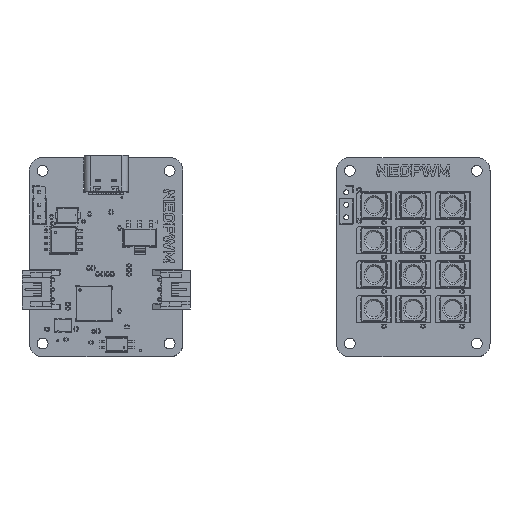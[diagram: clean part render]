
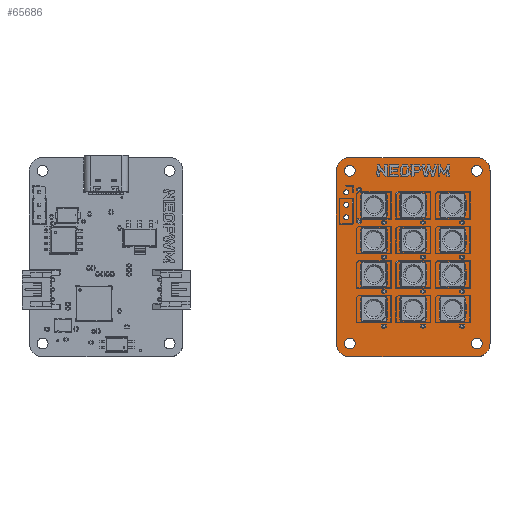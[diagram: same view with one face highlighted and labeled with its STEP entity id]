
A CAD part, top view. The second image highlights one B-rep face of the part: STEP entity #65686.
In plain terms, the highlighted planar face has unit normal (0, 0, 1).
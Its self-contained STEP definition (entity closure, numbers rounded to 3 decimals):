
#65686 = ADVANCED_FACE('',(#65687,#65821,#65832,#65843,#65854,#65865,
    #65876,#65887),#65898,.T.);
#65687 = FACE_BOUND('',#65688,.F.);
#65688 = EDGE_LOOP('',(#65689,#65700,#65708,#65716,#65724,#65733,#65741,
    #65749,#65757,#65766,#65774,#65782,#65790,#65799,#65807,#65815));
#65689 = ORIENTED_EDGE('',*,*,#65690,.T.);
#65690 = EDGE_CURVE('',#65691,#65693,#65695,.T.);
#65691 = VERTEX_POINT('',#65692);
#65692 = CARTESIAN_POINT('',(15.602,17.713,0.96));
#65693 = VERTEX_POINT('',#65694);
#65694 = CARTESIAN_POINT('',(18.137,20.248,0.96));
#65695 = CIRCLE('',#65696,2.702);
#65696 = AXIS2_PLACEMENT_3D('',#65697,#65698,#65699);
#65697 = CARTESIAN_POINT('',(18.3,17.55,0.96));
#65698 = DIRECTION('',(0.,0.,-1.));
#65699 = DIRECTION('',(-0.998,0.06,0.));
#65700 = ORIENTED_EDGE('',*,*,#65701,.T.);
#65701 = EDGE_CURVE('',#65693,#65702,#65704,.T.);
#65702 = VERTEX_POINT('',#65703);
#65703 = CARTESIAN_POINT('',(18.3,20.25,0.96));
#65704 = LINE('',#65705,#65706);
#65705 = CARTESIAN_POINT('',(18.137,20.248,0.96));
#65706 = VECTOR('',#65707,1.);
#65707 = DIRECTION('',(1.,0.015,0.));
#65708 = ORIENTED_EDGE('',*,*,#65709,.T.);
#65709 = EDGE_CURVE('',#65702,#65710,#65712,.T.);
#65710 = VERTEX_POINT('',#65711);
#65711 = CARTESIAN_POINT('',(44.1,20.25,0.96));
#65712 = LINE('',#65713,#65714);
#65713 = CARTESIAN_POINT('',(18.3,20.25,0.96));
#65714 = VECTOR('',#65715,1.);
#65715 = DIRECTION('',(1.,0.,0.));
#65716 = ORIENTED_EDGE('',*,*,#65717,.T.);
#65717 = EDGE_CURVE('',#65710,#65718,#65720,.T.);
#65718 = VERTEX_POINT('',#65719);
#65719 = CARTESIAN_POINT('',(44.263,20.248,0.96));
#65720 = LINE('',#65721,#65722);
#65721 = CARTESIAN_POINT('',(44.1,20.25,0.96));
#65722 = VECTOR('',#65723,1.);
#65723 = DIRECTION('',(1.,-0.015,0.));
#65724 = ORIENTED_EDGE('',*,*,#65725,.T.);
#65725 = EDGE_CURVE('',#65718,#65726,#65728,.T.);
#65726 = VERTEX_POINT('',#65727);
#65727 = CARTESIAN_POINT('',(46.798,17.713,0.96));
#65728 = CIRCLE('',#65729,2.702);
#65729 = AXIS2_PLACEMENT_3D('',#65730,#65731,#65732);
#65730 = CARTESIAN_POINT('',(44.1,17.55,0.96));
#65731 = DIRECTION('',(0.,0.,-1.));
#65732 = DIRECTION('',(0.06,0.998,0.));
#65733 = ORIENTED_EDGE('',*,*,#65734,.T.);
#65734 = EDGE_CURVE('',#65726,#65735,#65737,.T.);
#65735 = VERTEX_POINT('',#65736);
#65736 = CARTESIAN_POINT('',(46.8,17.55,0.96));
#65737 = LINE('',#65738,#65739);
#65738 = CARTESIAN_POINT('',(46.798,17.713,0.96));
#65739 = VECTOR('',#65740,1.);
#65740 = DIRECTION('',(0.015,-1.,0.));
#65741 = ORIENTED_EDGE('',*,*,#65742,.T.);
#65742 = EDGE_CURVE('',#65735,#65743,#65745,.T.);
#65743 = VERTEX_POINT('',#65744);
#65744 = CARTESIAN_POINT('',(46.8,-17.55,0.96));
#65745 = LINE('',#65746,#65747);
#65746 = CARTESIAN_POINT('',(46.8,17.55,0.96));
#65747 = VECTOR('',#65748,1.);
#65748 = DIRECTION('',(0.,-1.,0.));
#65749 = ORIENTED_EDGE('',*,*,#65750,.T.);
#65750 = EDGE_CURVE('',#65743,#65751,#65753,.T.);
#65751 = VERTEX_POINT('',#65752);
#65752 = CARTESIAN_POINT('',(46.798,-17.713,0.96));
#65753 = LINE('',#65754,#65755);
#65754 = CARTESIAN_POINT('',(46.8,-17.55,0.96));
#65755 = VECTOR('',#65756,1.);
#65756 = DIRECTION('',(-0.015,-1.,0.));
#65757 = ORIENTED_EDGE('',*,*,#65758,.T.);
#65758 = EDGE_CURVE('',#65751,#65759,#65761,.T.);
#65759 = VERTEX_POINT('',#65760);
#65760 = CARTESIAN_POINT('',(44.263,-20.248,0.96));
#65761 = CIRCLE('',#65762,2.702);
#65762 = AXIS2_PLACEMENT_3D('',#65763,#65764,#65765);
#65763 = CARTESIAN_POINT('',(44.1,-17.55,0.96));
#65764 = DIRECTION('',(0.,0.,-1.));
#65765 = DIRECTION('',(0.998,-0.06,0.));
#65766 = ORIENTED_EDGE('',*,*,#65767,.T.);
#65767 = EDGE_CURVE('',#65759,#65768,#65770,.T.);
#65768 = VERTEX_POINT('',#65769);
#65769 = CARTESIAN_POINT('',(44.1,-20.25,0.96));
#65770 = LINE('',#65771,#65772);
#65771 = CARTESIAN_POINT('',(44.263,-20.248,0.96));
#65772 = VECTOR('',#65773,1.);
#65773 = DIRECTION('',(-1.,-0.015,0.));
#65774 = ORIENTED_EDGE('',*,*,#65775,.T.);
#65775 = EDGE_CURVE('',#65768,#65776,#65778,.T.);
#65776 = VERTEX_POINT('',#65777);
#65777 = CARTESIAN_POINT('',(18.3,-20.25,0.96));
#65778 = LINE('',#65779,#65780);
#65779 = CARTESIAN_POINT('',(44.1,-20.25,0.96));
#65780 = VECTOR('',#65781,1.);
#65781 = DIRECTION('',(-1.,0.,0.));
#65782 = ORIENTED_EDGE('',*,*,#65783,.T.);
#65783 = EDGE_CURVE('',#65776,#65784,#65786,.T.);
#65784 = VERTEX_POINT('',#65785);
#65785 = CARTESIAN_POINT('',(18.137,-20.248,0.96));
#65786 = LINE('',#65787,#65788);
#65787 = CARTESIAN_POINT('',(18.3,-20.25,0.96));
#65788 = VECTOR('',#65789,1.);
#65789 = DIRECTION('',(-1.,0.015,0.));
#65790 = ORIENTED_EDGE('',*,*,#65791,.T.);
#65791 = EDGE_CURVE('',#65784,#65792,#65794,.T.);
#65792 = VERTEX_POINT('',#65793);
#65793 = CARTESIAN_POINT('',(15.602,-17.713,0.96));
#65794 = CIRCLE('',#65795,2.702);
#65795 = AXIS2_PLACEMENT_3D('',#65796,#65797,#65798);
#65796 = CARTESIAN_POINT('',(18.3,-17.55,0.96));
#65797 = DIRECTION('',(0.,0.,-1.));
#65798 = DIRECTION('',(-0.06,-0.998,-0.));
#65799 = ORIENTED_EDGE('',*,*,#65800,.T.);
#65800 = EDGE_CURVE('',#65792,#65801,#65803,.T.);
#65801 = VERTEX_POINT('',#65802);
#65802 = CARTESIAN_POINT('',(15.6,-17.55,0.96));
#65803 = LINE('',#65804,#65805);
#65804 = CARTESIAN_POINT('',(15.602,-17.713,0.96));
#65805 = VECTOR('',#65806,1.);
#65806 = DIRECTION('',(-0.015,1.,0.));
#65807 = ORIENTED_EDGE('',*,*,#65808,.T.);
#65808 = EDGE_CURVE('',#65801,#65809,#65811,.T.);
#65809 = VERTEX_POINT('',#65810);
#65810 = CARTESIAN_POINT('',(15.6,17.55,0.96));
#65811 = LINE('',#65812,#65813);
#65812 = CARTESIAN_POINT('',(15.6,-17.55,0.96));
#65813 = VECTOR('',#65814,1.);
#65814 = DIRECTION('',(0.,1.,0.));
#65815 = ORIENTED_EDGE('',*,*,#65816,.T.);
#65816 = EDGE_CURVE('',#65809,#65691,#65817,.T.);
#65817 = LINE('',#65818,#65819);
#65818 = CARTESIAN_POINT('',(15.6,17.55,0.96));
#65819 = VECTOR('',#65820,1.);
#65820 = DIRECTION('',(0.015,1.,0.));
#65821 = FACE_BOUND('',#65822,.F.);
#65822 = EDGE_LOOP('',(#65823));
#65823 = ORIENTED_EDGE('',*,*,#65824,.T.);
#65824 = EDGE_CURVE('',#65825,#65825,#65827,.T.);
#65825 = VERTEX_POINT('',#65826);
#65826 = CARTESIAN_POINT('',(19.4,-17.55,0.96));
#65827 = CIRCLE('',#65828,1.1);
#65828 = AXIS2_PLACEMENT_3D('',#65829,#65830,#65831);
#65829 = CARTESIAN_POINT('',(18.3,-17.55,0.96));
#65830 = DIRECTION('',(0.,0.,1.));
#65831 = DIRECTION('',(1.,0.,-0.));
#65832 = FACE_BOUND('',#65833,.F.);
#65833 = EDGE_LOOP('',(#65834));
#65834 = ORIENTED_EDGE('',*,*,#65835,.T.);
#65835 = EDGE_CURVE('',#65836,#65836,#65838,.T.);
#65836 = VERTEX_POINT('',#65837);
#65837 = CARTESIAN_POINT('',(45.2,-17.55,0.96));
#65838 = CIRCLE('',#65839,1.1);
#65839 = AXIS2_PLACEMENT_3D('',#65840,#65841,#65842);
#65840 = CARTESIAN_POINT('',(44.1,-17.55,0.96));
#65841 = DIRECTION('',(0.,0.,1.));
#65842 = DIRECTION('',(1.,0.,-0.));
#65843 = FACE_BOUND('',#65844,.F.);
#65844 = EDGE_LOOP('',(#65845));
#65845 = ORIENTED_EDGE('',*,*,#65846,.T.);
#65846 = EDGE_CURVE('',#65847,#65847,#65849,.T.);
#65847 = VERTEX_POINT('',#65848);
#65848 = CARTESIAN_POINT('',(18.075,8.095,0.96));
#65849 = CIRCLE('',#65850,0.5);
#65850 = AXIS2_PLACEMENT_3D('',#65851,#65852,#65853);
#65851 = CARTESIAN_POINT('',(17.575,8.095,0.96));
#65852 = DIRECTION('',(0.,0.,1.));
#65853 = DIRECTION('',(1.,0.,-0.));
#65854 = FACE_BOUND('',#65855,.F.);
#65855 = EDGE_LOOP('',(#65856));
#65856 = ORIENTED_EDGE('',*,*,#65857,.T.);
#65857 = EDGE_CURVE('',#65858,#65858,#65860,.T.);
#65858 = VERTEX_POINT('',#65859);
#65859 = CARTESIAN_POINT('',(18.075,10.635,0.96));
#65860 = CIRCLE('',#65861,0.5);
#65861 = AXIS2_PLACEMENT_3D('',#65862,#65863,#65864);
#65862 = CARTESIAN_POINT('',(17.575,10.635,0.96));
#65863 = DIRECTION('',(0.,0.,1.));
#65864 = DIRECTION('',(1.,0.,-0.));
#65865 = FACE_BOUND('',#65866,.F.);
#65866 = EDGE_LOOP('',(#65867));
#65867 = ORIENTED_EDGE('',*,*,#65868,.T.);
#65868 = EDGE_CURVE('',#65869,#65869,#65871,.T.);
#65869 = VERTEX_POINT('',#65870);
#65870 = CARTESIAN_POINT('',(18.075,13.175,0.96));
#65871 = CIRCLE('',#65872,0.5);
#65872 = AXIS2_PLACEMENT_3D('',#65873,#65874,#65875);
#65873 = CARTESIAN_POINT('',(17.575,13.175,0.96));
#65874 = DIRECTION('',(0.,0.,1.));
#65875 = DIRECTION('',(1.,0.,-0.));
#65876 = FACE_BOUND('',#65877,.F.);
#65877 = EDGE_LOOP('',(#65878));
#65878 = ORIENTED_EDGE('',*,*,#65879,.T.);
#65879 = EDGE_CURVE('',#65880,#65880,#65882,.T.);
#65880 = VERTEX_POINT('',#65881);
#65881 = CARTESIAN_POINT('',(19.4,17.55,0.96));
#65882 = CIRCLE('',#65883,1.1);
#65883 = AXIS2_PLACEMENT_3D('',#65884,#65885,#65886);
#65884 = CARTESIAN_POINT('',(18.3,17.55,0.96));
#65885 = DIRECTION('',(0.,0.,1.));
#65886 = DIRECTION('',(1.,0.,-0.));
#65887 = FACE_BOUND('',#65888,.F.);
#65888 = EDGE_LOOP('',(#65889));
#65889 = ORIENTED_EDGE('',*,*,#65890,.T.);
#65890 = EDGE_CURVE('',#65891,#65891,#65893,.T.);
#65891 = VERTEX_POINT('',#65892);
#65892 = CARTESIAN_POINT('',(45.2,17.55,0.96));
#65893 = CIRCLE('',#65894,1.1);
#65894 = AXIS2_PLACEMENT_3D('',#65895,#65896,#65897);
#65895 = CARTESIAN_POINT('',(44.1,17.55,0.96));
#65896 = DIRECTION('',(0.,0.,1.));
#65897 = DIRECTION('',(1.,0.,-0.));
#65898 = PLANE('',#65899);
#65899 = AXIS2_PLACEMENT_3D('',#65900,#65901,#65902);
#65900 = CARTESIAN_POINT('',(0.,0.,0.96));
#65901 = DIRECTION('',(0.,0.,1.));
#65902 = DIRECTION('',(1.,0.,-0.));
